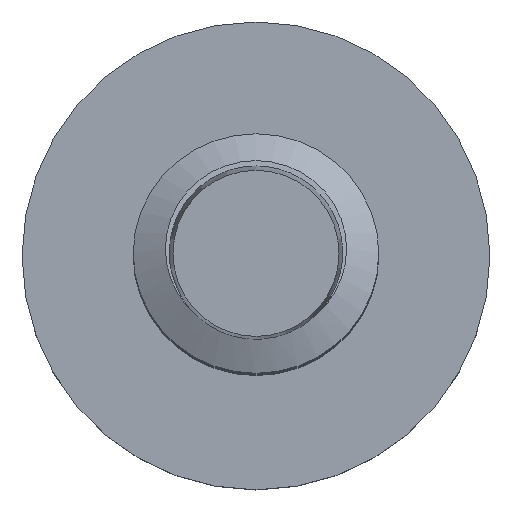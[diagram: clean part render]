
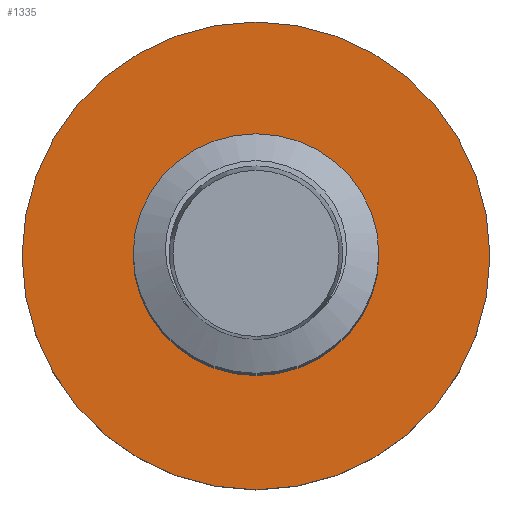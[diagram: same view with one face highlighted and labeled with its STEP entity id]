
A CAD part, top view. The second image highlights one B-rep face of the part: STEP entity #1335.
In plain terms, the highlighted planar face has unit normal (0, 0, 1).
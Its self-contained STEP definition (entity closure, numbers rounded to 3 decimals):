
#124=FACE_BOUND('',#457,.T.);
#298=FACE_OUTER_BOUND('',#456,.T.);
#456=EDGE_LOOP('',(#1177));
#457=EDGE_LOOP('',(#1178));
#577=CIRCLE('',#1544,4.);
#578=CIRCLE('',#1546,1.75);
#693=VERTEX_POINT('',#3491);
#694=VERTEX_POINT('',#3494);
#856=EDGE_CURVE('',#693,#693,#577,.T.);
#857=EDGE_CURVE('',#694,#694,#578,.T.);
#1177=ORIENTED_EDGE('',*,*,#856,.T.);
#1178=ORIENTED_EDGE('',*,*,#857,.F.);
#1232=PLANE('',#1545);
#1335=ADVANCED_FACE('',(#298,#124),#1232,.T.);
#1544=AXIS2_PLACEMENT_3D('',#3492,#1983,#1984);
#1545=AXIS2_PLACEMENT_3D('',#3493,#1985,#1986);
#1546=AXIS2_PLACEMENT_3D('',#3495,#1987,#1988);
#1983=DIRECTION('center_axis',(0.,0.,1.));
#1984=DIRECTION('ref_axis',(0.,1.,0.));
#1985=DIRECTION('center_axis',(0.,0.,
1.));
#1986=DIRECTION('ref_axis',(0.,1.,0.));
#1987=DIRECTION('center_axis',(0.,0.,1.));
#1988=DIRECTION('ref_axis',(0.,1.,0.));
#3491=CARTESIAN_POINT('',(0.,4.,3.1));
#3492=CARTESIAN_POINT('Origin',(0.,0.,3.1));
#3493=CARTESIAN_POINT('Origin',(0.,2.875,3.1));
#3494=CARTESIAN_POINT('',(0.,1.75,3.1));
#3495=CARTESIAN_POINT('Origin',(0.,0.,3.1));
